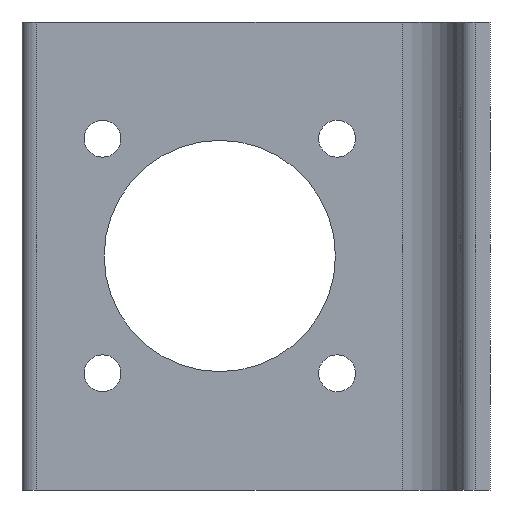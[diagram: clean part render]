
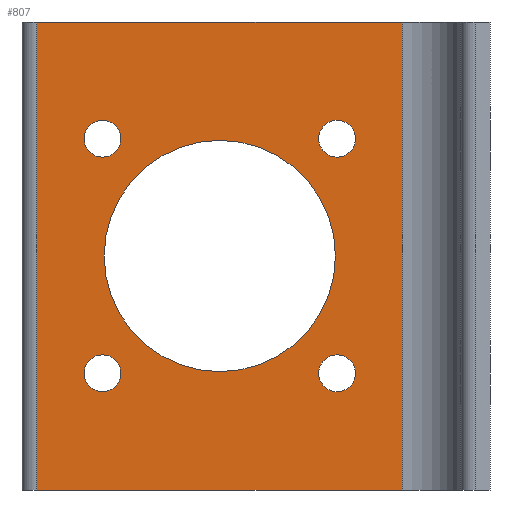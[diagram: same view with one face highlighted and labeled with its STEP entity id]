
A CAD part, left-side view. The second image highlights one B-rep face of the part: STEP entity #807.
In plain terms, the highlighted planar face has unit normal (-1, 0, 0).
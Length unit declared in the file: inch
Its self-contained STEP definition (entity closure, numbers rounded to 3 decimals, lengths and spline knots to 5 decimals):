
#25 = EDGE_CURVE ( 'NONE', #651, #362, #374, .T. ) ;
#30 = CARTESIAN_POINT ( 'NONE',  ( 0.875, 1.9375, 1. ) ) ;
#41 = DIRECTION ( 'NONE',  ( 1., 0., 0. ) ) ;
#44 = EDGE_LOOP ( 'NONE', ( #175, #162 ) ) ;
#49 = ORIENTED_EDGE ( 'NONE', *, *, #779, .T. ) ;
#52 = DIRECTION ( 'NONE',  ( 0., 0., -1. ) ) ;
#61 = CIRCLE ( 'NONE', #177, 0.07874 ) ;
#86 = CARTESIAN_POINT ( 'NONE',  ( 0.875, 0.65354, -0.5011 ) ) ;
#87 = EDGE_CURVE ( 'NONE', #703, #608, #696, .T. ) ;
#92 = CARTESIAN_POINT ( 'NONE',  ( 0.875, 0.65354, -0.57984 ) ) ;
#93 = AXIS2_PLACEMENT_3D ( 'NONE', #713, #150, #731 ) ;
#94 = LINE ( 'NONE', #145, #824 ) ;
#113 = DIRECTION ( 'NONE',  ( 0., 0., -1. ) ) ;
#114 = CARTESIAN_POINT ( 'NONE',  ( 0.875, 1.15464, -0.49409 ) ) ;
#125 = DIRECTION ( 'NONE',  ( 1., 0., 0. ) ) ;
#132 = EDGE_CURVE ( 'NONE', #488, #906, #645, .T. ) ;
#139 = FACE_OUTER_BOUND ( 'NONE', #190, .T. ) ;
#141 = CARTESIAN_POINT ( 'NONE',  ( 0.875, 1.65574, -0.5011 ) ) ;
#144 = ORIENTED_EDGE ( 'NONE', *, *, #648, .T. ) ;
#145 = CARTESIAN_POINT ( 'NONE',  ( 0.875, 0.375, 1. ) ) ;
#148 = CARTESIAN_POINT ( 'NONE',  ( 0.875, 0.65354, 0.42236 ) ) ;
#150 = DIRECTION ( 'NONE',  ( 1., 0., 0. ) ) ;
#162 = ORIENTED_EDGE ( 'NONE', *, *, #683, .T. ) ;
#164 = AXIS2_PLACEMENT_3D ( 'NONE', #86, #452, #895 ) ;
#172 = DIRECTION ( 'NONE',  ( 0., 0., -1. ) ) ;
#175 = ORIENTED_EDGE ( 'NONE', *, *, #25, .T. ) ;
#177 = AXIS2_PLACEMENT_3D ( 'NONE', #247, #817, #172 ) ;
#180 = VERTEX_POINT ( 'NONE', #235 ) ;
#190 = EDGE_LOOP ( 'NONE', ( #335, #870, #782, #144 ) ) ;
#191 = AXIS2_PLACEMENT_3D ( 'NONE', #839, #125, #283 ) ;
#199 = DIRECTION ( 'NONE',  ( 0., 0., -1. ) ) ;
#202 = CARTESIAN_POINT ( 'NONE',  ( 0.875, 0.65354, 0.5011 ) ) ;
#203 = CARTESIAN_POINT ( 'NONE',  ( 0.875, 1.9375, 1. ) ) ;
#206 = CARTESIAN_POINT ( 'NONE',  ( 0.875, 1.65574, 0.5011 ) ) ;
#209 = VECTOR ( 'NONE', #369, 39.37008 ) ;
#223 = EDGE_CURVE ( 'NONE', #180, #687, #224, .T. ) ;
#224 = CIRCLE ( 'NONE', #93, 0.07874 ) ;
#226 = CIRCLE ( 'NONE', #535, 0.07874 ) ;
#230 = EDGE_CURVE ( 'NONE', #608, #911, #94, .T. ) ;
#234 = CARTESIAN_POINT ( 'NONE',  ( 0.875, 1.15464, 0. ) ) ;
#235 = CARTESIAN_POINT ( 'NONE',  ( 0.875, 1.65574, 0.57984 ) ) ;
#241 = EDGE_CURVE ( 'NONE', #366, #911, #864, .T. ) ;
#244 = EDGE_LOOP ( 'NONE', ( #800, #332 ) ) ;
#247 = CARTESIAN_POINT ( 'NONE',  ( 0.875, 0.65354, -0.5011 ) ) ;
#251 = VERTEX_POINT ( 'NONE', #361 ) ;
#268 = AXIS2_PLACEMENT_3D ( 'NONE', #234, #318, #428 ) ;
#275 = CARTESIAN_POINT ( 'NONE',  ( 0.875, 0.65354, 0.5011 ) ) ;
#283 = DIRECTION ( 'NONE',  ( 0., 0., -1. ) ) ;
#300 = VECTOR ( 'NONE', #113, 39.37008 ) ;
#311 = VERTEX_POINT ( 'NONE', #534 ) ;
#317 = CARTESIAN_POINT ( 'NONE',  ( 0.875, 1.65574, -0.57984 ) ) ;
#318 = DIRECTION ( 'NONE',  ( 1., 0., 0. ) ) ;
#322 = CARTESIAN_POINT ( 'NONE',  ( 0.875, 1.15464, 0. ) ) ;
#332 = ORIENTED_EDGE ( 'NONE', *, *, #360, .T. ) ;
#335 = ORIENTED_EDGE ( 'NONE', *, *, #241, .T. ) ;
#351 = PLANE ( 'NONE',  #473 ) ;
#352 = VERTEX_POINT ( 'NONE', #114 ) ;
#353 = EDGE_CURVE ( 'NONE', #311, #352, #398, .T. ) ;
#356 = ORIENTED_EDGE ( 'NONE', *, *, #694, .T. ) ;
#360 = EDGE_CURVE ( 'NONE', #251, #542, #61, .T. ) ;
#361 = CARTESIAN_POINT ( 'NONE',  ( 0.875, 0.65354, -0.42236 ) ) ;
#362 = VERTEX_POINT ( 'NONE', #453 ) ;
#366 = VERTEX_POINT ( 'NONE', #681 ) ;
#368 = CIRCLE ( 'NONE', #268, 0.49409 ) ;
#369 = DIRECTION ( 'NONE',  ( 0., -1., 0. ) ) ;
#374 = CIRCLE ( 'NONE', #570, 0.07874 ) ;
#378 = LINE ( 'NONE', #30, #300 ) ;
#395 = EDGE_LOOP ( 'NONE', ( #356, #693 ) ) ;
#398 = CIRCLE ( 'NONE', #670, 0.49409 ) ;
#400 = CARTESIAN_POINT ( 'NONE',  ( 0.875, 1.9375, 1. ) ) ;
#407 = EDGE_LOOP ( 'NONE', ( #553, #49 ) ) ;
#411 = DIRECTION ( 'NONE',  ( 1., 0., 0. ) ) ;
#417 = DIRECTION ( 'NONE',  ( 1., 0., 0. ) ) ;
#421 = EDGE_LOOP ( 'NONE', ( #569, #531 ) ) ;
#428 = DIRECTION ( 'NONE',  ( 0., 0., -1. ) ) ;
#429 = DIRECTION ( 'NONE',  ( 0., 0., -1. ) ) ;
#449 = AXIS2_PLACEMENT_3D ( 'NONE', #202, #481, #52 ) ;
#452 = DIRECTION ( 'NONE',  ( 1., 0., 0. ) ) ;
#453 = CARTESIAN_POINT ( 'NONE',  ( 0.875, 1.65574, -0.42236 ) ) ;
#465 = VECTOR ( 'NONE', #771, 39.37008 ) ;
#472 = CARTESIAN_POINT ( 'NONE',  ( 0.875, 1.9375, 1. ) ) ;
#473 = AXIS2_PLACEMENT_3D ( 'NONE', #203, #417, #707 ) ;
#474 = CARTESIAN_POINT ( 'NONE',  ( 0.875, 1.65574, 0.42236 ) ) ;
#481 = DIRECTION ( 'NONE',  ( 1., 0., 0. ) ) ;
#488 = VERTEX_POINT ( 'NONE', #148 ) ;
#504 = CARTESIAN_POINT ( 'NONE',  ( 0.875, 1.9375, -1. ) ) ;
#505 = CARTESIAN_POINT ( 'NONE',  ( 0.875, 0.65354, 0.57984 ) ) ;
#508 = EDGE_CURVE ( 'NONE', #352, #311, #368, .T. ) ;
#510 = CARTESIAN_POINT ( 'NONE',  ( 0.875, 0.375, -1. ) ) ;
#531 = ORIENTED_EDGE ( 'NONE', *, *, #353, .T. ) ;
#534 = CARTESIAN_POINT ( 'NONE',  ( 0.875, 1.15464, 0.49409 ) ) ;
#535 = AXIS2_PLACEMENT_3D ( 'NONE', #206, #776, #199 ) ;
#542 = VERTEX_POINT ( 'NONE', #92 ) ;
#551 = EDGE_CURVE ( 'NONE', #542, #251, #928, .T. ) ;
#552 = FACE_BOUND ( 'NONE', #421, .T. ) ;
#553 = ORIENTED_EDGE ( 'NONE', *, *, #132, .T. ) ;
#565 = CIRCLE ( 'NONE', #750, 0.07874 ) ;
#569 = ORIENTED_EDGE ( 'NONE', *, *, #508, .T. ) ;
#570 = AXIS2_PLACEMENT_3D ( 'NONE', #141, #623, #849 ) ;
#608 = VERTEX_POINT ( 'NONE', #823 ) ;
#623 = DIRECTION ( 'NONE',  ( 1., 0., 0. ) ) ;
#628 = DIRECTION ( 'NONE',  ( 0., 0., -1. ) ) ;
#645 = CIRCLE ( 'NONE', #449, 0.07874 ) ;
#648 = EDGE_CURVE ( 'NONE', #703, #366, #378, .T. ) ;
#651 = VERTEX_POINT ( 'NONE', #317 ) ;
#670 = AXIS2_PLACEMENT_3D ( 'NONE', #322, #41, #881 ) ;
#681 = CARTESIAN_POINT ( 'NONE',  ( 0.875, 1.9375, -1. ) ) ;
#683 = EDGE_CURVE ( 'NONE', #362, #651, #873, .T. ) ;
#687 = VERTEX_POINT ( 'NONE', #474 ) ;
#693 = ORIENTED_EDGE ( 'NONE', *, *, #223, .T. ) ;
#694 = EDGE_CURVE ( 'NONE', #687, #180, #226, .T. ) ;
#696 = LINE ( 'NONE', #472, #465 ) ;
#703 = VERTEX_POINT ( 'NONE', #400 ) ;
#707 = DIRECTION ( 'NONE',  ( 0., 0., -1. ) ) ;
#713 = CARTESIAN_POINT ( 'NONE',  ( 0.875, 1.65574, 0.5011 ) ) ;
#731 = DIRECTION ( 'NONE',  ( 0., 0., -1. ) ) ;
#750 = AXIS2_PLACEMENT_3D ( 'NONE', #275, #411, #628 ) ;
#771 = DIRECTION ( 'NONE',  ( 0., -1., 0. ) ) ;
#776 = DIRECTION ( 'NONE',  ( 1., 0., 0. ) ) ;
#779 = EDGE_CURVE ( 'NONE', #906, #488, #565, .T. ) ;
#782 = ORIENTED_EDGE ( 'NONE', *, *, #87, .F. ) ;
#800 = ORIENTED_EDGE ( 'NONE', *, *, #551, .T. ) ;
#807 = ADVANCED_FACE ( 'NONE', ( #842, #910, #552, #922, #846, #139 ), #351, .F. ) ;
#817 = DIRECTION ( 'NONE',  ( 1., 0., 0. ) ) ;
#823 = CARTESIAN_POINT ( 'NONE',  ( 0.875, 0.375, 1. ) ) ;
#824 = VECTOR ( 'NONE', #429, 39.37008 ) ;
#839 = CARTESIAN_POINT ( 'NONE',  ( 0.875, 1.65574, -0.5011 ) ) ;
#842 = FACE_BOUND ( 'NONE', #407, .T. ) ;
#846 = FACE_BOUND ( 'NONE', #244, .T. ) ;
#849 = DIRECTION ( 'NONE',  ( 0., 0., -1. ) ) ;
#864 = LINE ( 'NONE', #504, #209 ) ;
#870 = ORIENTED_EDGE ( 'NONE', *, *, #230, .F. ) ;
#873 = CIRCLE ( 'NONE', #191, 0.07874 ) ;
#881 = DIRECTION ( 'NONE',  ( 0., 0., -1. ) ) ;
#895 = DIRECTION ( 'NONE',  ( 0., 0., -1. ) ) ;
#906 = VERTEX_POINT ( 'NONE', #505 ) ;
#910 = FACE_BOUND ( 'NONE', #395, .T. ) ;
#911 = VERTEX_POINT ( 'NONE', #510 ) ;
#922 = FACE_BOUND ( 'NONE', #44, .T. ) ;
#928 = CIRCLE ( 'NONE', #164, 0.07874 ) ;
